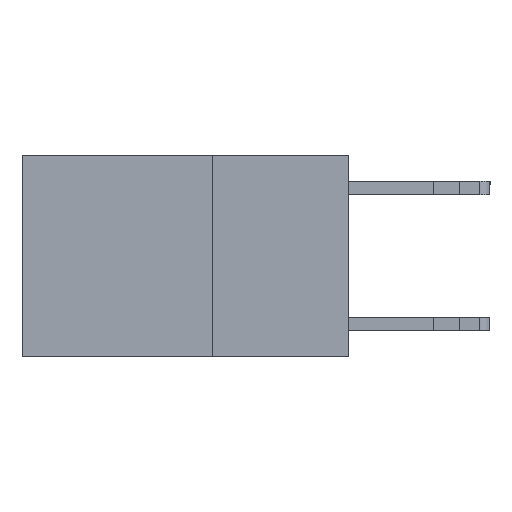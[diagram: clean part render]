
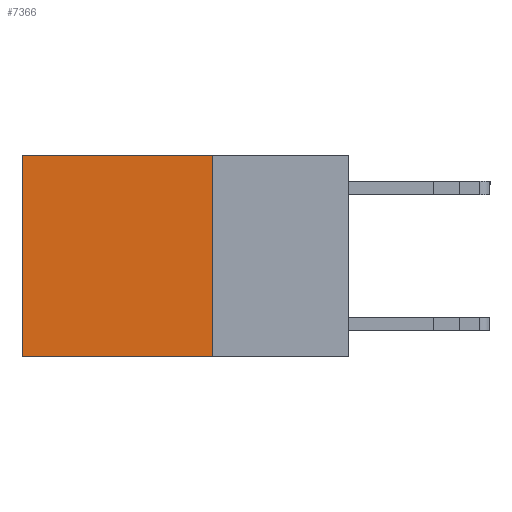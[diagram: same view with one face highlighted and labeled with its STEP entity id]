
A CAD part, left-side view. The second image highlights one B-rep face of the part: STEP entity #7366.
In plain terms, the highlighted planar face has unit normal (-1, 0, 0).
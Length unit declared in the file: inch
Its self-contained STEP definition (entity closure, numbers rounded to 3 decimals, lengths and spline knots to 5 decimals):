
#246 = ORIENTED_EDGE ( 'NONE', *, *, #21571, .T. ) ;
#1766 = CARTESIAN_POINT ( 'NONE',  ( 0.2625, 0.25, 0. ) ) ;
#1852 = LINE ( 'NONE', #20865, #19402 ) ;
#2927 = VERTEX_POINT ( 'NONE', #24671 ) ;
#3587 = ORIENTED_EDGE ( 'NONE', *, *, #10170, .F. ) ;
#3610 = CARTESIAN_POINT ( 'NONE',  ( 0.2625, 0.25, -0.37 ) ) ;
#3762 = AXIS2_PLACEMENT_3D ( 'NONE', #19251, #8693, #8829 ) ;
#4422 = FACE_OUTER_BOUND ( 'NONE', #16202, .T. ) ;
#6028 = VERTEX_POINT ( 'NONE', #1766 ) ;
#6314 = VECTOR ( 'NONE', #24906, 39.37008 ) ;
#6406 = CARTESIAN_POINT ( 'NONE',  ( 0.2625, 0.25, -0.37 ) ) ;
#7366 = ADVANCED_FACE ( 'NONE', ( #4422 ), #21361, .F. ) ;
#7729 = LINE ( 'NONE', #10264, #6314 ) ;
#8334 = DIRECTION ( 'NONE',  ( 0., 0., -1. ) ) ;
#8693 = DIRECTION ( 'NONE',  ( 1., 0., 0. ) ) ;
#8829 = DIRECTION ( 'NONE',  ( 0., 0., -1. ) ) ;
#9108 = VERTEX_POINT ( 'NONE', #3610 ) ;
#9540 = ORIENTED_EDGE ( 'NONE', *, *, #12393, .F. ) ;
#9844 = ORIENTED_EDGE ( 'NONE', *, *, #14745, .T. ) ;
#10154 = CARTESIAN_POINT ( 'NONE',  ( 0.2625, 0.6, -0.37 ) ) ;
#10170 = EDGE_CURVE ( 'NONE', #9108, #15798, #23281, .T. ) ;
#10264 = CARTESIAN_POINT ( 'NONE',  ( 0.2625, 0.6, 0. ) ) ;
#12393 = EDGE_CURVE ( 'NONE', #6028, #9108, #1852, .T. ) ;
#13284 = VECTOR ( 'NONE', #26957, 39.37008 ) ;
#14745 = EDGE_CURVE ( 'NONE', #6028, #2927, #25035, .T. ) ;
#15798 = VERTEX_POINT ( 'NONE', #10154 ) ;
#16202 = EDGE_LOOP ( 'NONE', ( #246, #3587, #9540, #9844 ) ) ;
#19251 = CARTESIAN_POINT ( 'NONE',  ( 0.2625, 0.25, 0. ) ) ;
#19402 = VECTOR ( 'NONE', #8334, 39.37008 ) ;
#20865 = CARTESIAN_POINT ( 'NONE',  ( 0.2625, 0.25, 0. ) ) ;
#21361 = PLANE ( 'NONE',  #3762 ) ;
#21402 = DIRECTION ( 'NONE',  ( 0., 1., 0. ) ) ;
#21571 = EDGE_CURVE ( 'NONE', #2927, #15798, #7729, .T. ) ;
#22288 = VECTOR ( 'NONE', #21402, 39.37008 ) ;
#23281 = LINE ( 'NONE', #6406, #22288 ) ;
#24671 = CARTESIAN_POINT ( 'NONE',  ( 0.2625, 0.6, 0. ) ) ;
#24906 = DIRECTION ( 'NONE',  ( 0., 0., -1. ) ) ;
#25035 = LINE ( 'NONE', #27109, #13284 ) ;
#26957 = DIRECTION ( 'NONE',  ( 0., 1., 0. ) ) ;
#27109 = CARTESIAN_POINT ( 'NONE',  ( 0.2625, 0.25, 0. ) ) ;
